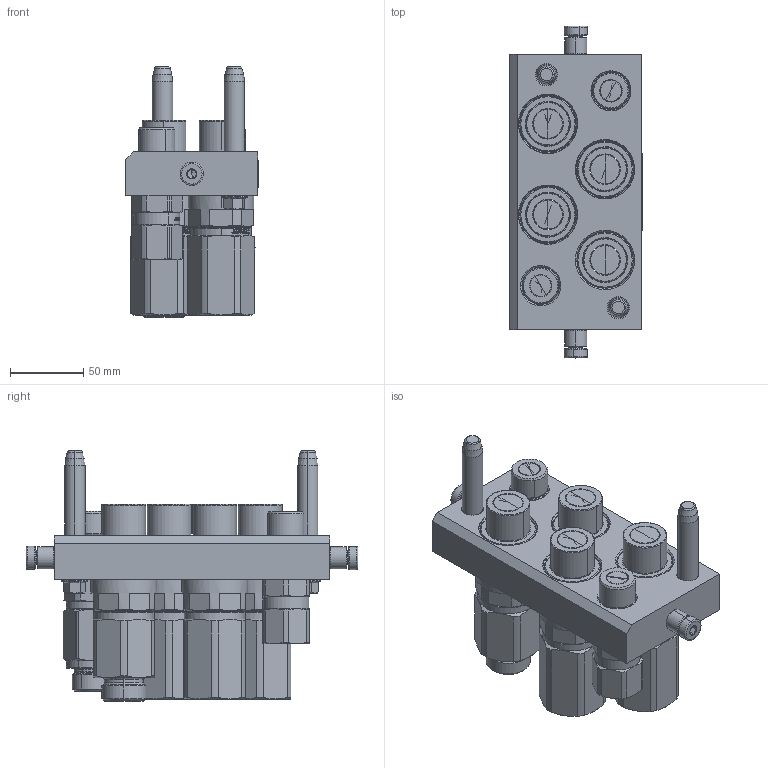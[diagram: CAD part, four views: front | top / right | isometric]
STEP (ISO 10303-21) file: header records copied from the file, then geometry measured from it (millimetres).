
FILE_DESCRIPTION (( 'STEP AP214' ), '1' );
FILE_NAME ('FASTER.step', '2024-03-15T20:19:08', ( '' ), ( '' ), 'SwSTEP 2.0', 'SolidWorks 2017', '' );
FILE_SCHEMA (( 'AUTOMOTIVE_DESIGN' ));
Length unit declared in the file: millimetre
Products named in the file (15): 1540_080_0008_000.prt; et002; 3ffnp1211_58sm; FASTER; 2ffnp12gas_m2v; 3ffnp34-34s_m; 4850_010_8000_000.prt; P6I_M_BASE; 4830_013_3000_030; 4830_028_1000_011.prt; 4830_021_1000_000.prt; 3ffnp34_3_302m
Assembly tree (20 placements, depth 3):
  FASTER
    P6I_M_BASE
      4850_010_8000_000.prt
      4830_021_1000_000.prt  x2
      4830_028_1000_011.prt  x2
      1540_080_0008_000.prt  x2
      4830_013_3000_030  x2
    3ffnp34_3_302m
      3ffnp34_3_302m
    3ffnp34-34s_m  x3
      3ffnp34-34s_m
    2ffnp12gas_m2v
    3ffnp1211_58sm
      3ffnp1211_58sm
    et002
Bounding box: 90.3 x 226.6 x 170.75 mm (x, y, z)
Volume: 36253.3 mm3; surface area: 222082 mm2
Topology: 4 solids, 61 shells, 2448 faces, 7545 edges, 5034 vertices
Faces by surface type: plane 1229, cone 437, cylinder 431, bspline 229, torus 122
Entity records: 83099 total; most frequent: CARTESIAN_POINT 26535, ORIENTED_EDGE 9953, DIRECTION 9158, EDGE_CURVE 5479, VERTEX_POINT 3644, AXIS2_PLACEMENT_3D 3074, LINE 3010, VECTOR 3010
